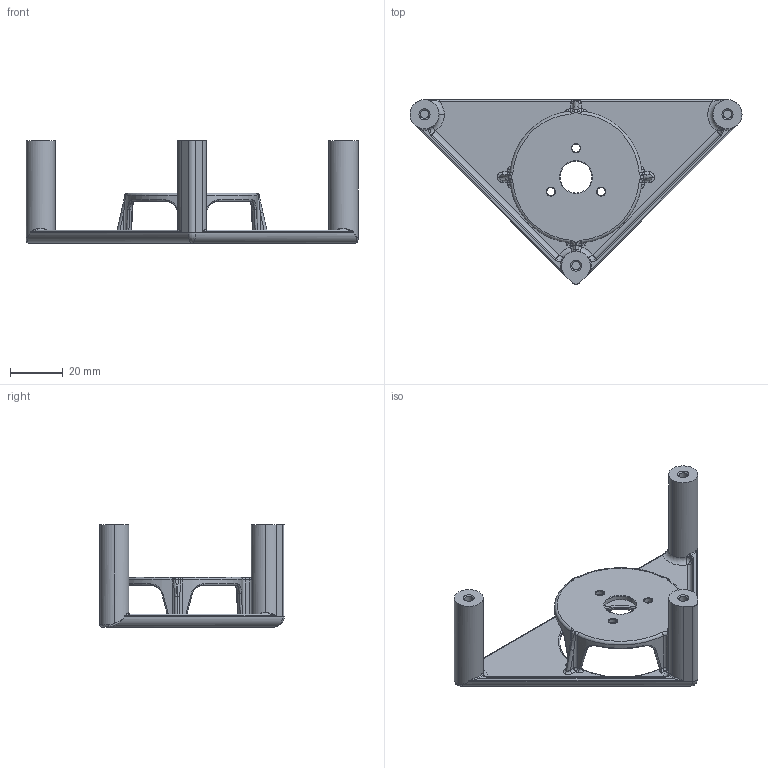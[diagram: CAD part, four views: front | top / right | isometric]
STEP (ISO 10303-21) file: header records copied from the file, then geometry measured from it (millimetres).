
FILE_DESCRIPTION (( 'STEP AP203' ), '1' );
FILE_NAME ('Coque moteur-rev A.STEP', '2015-04-12T06:43:09', ( '' ), ( '' ), 'SwSTEP 2.0', 'SolidWorks 2012', '' );
FILE_SCHEMA (( 'CONFIG_CONTROL_DESIGN' ));
Length unit declared in the file: millimetre
Products named in the file (1): Coque moteur-rev A
Bounding box: 125.86 x 69.87 x 39 mm (x, y, z)
Volume: 22570.3 mm3; surface area: 17392.1 mm2
Topology: 1 solids, 1 shells, 319 faces, 750 edges, 404 vertices
Faces by surface type: bspline 91, cylinder 90, torus 71, plane 42, sphere 19, cone 6
Entity records: 12028 total; most frequent: CARTESIAN_POINT 5354, ORIENTED_EDGE 1446, DIRECTION 1380, EDGE_CURVE 723, AXIS2_PLACEMENT_3D 612, VERTEX_POINT 402, CIRCLE 383, EDGE_LOOP 331
